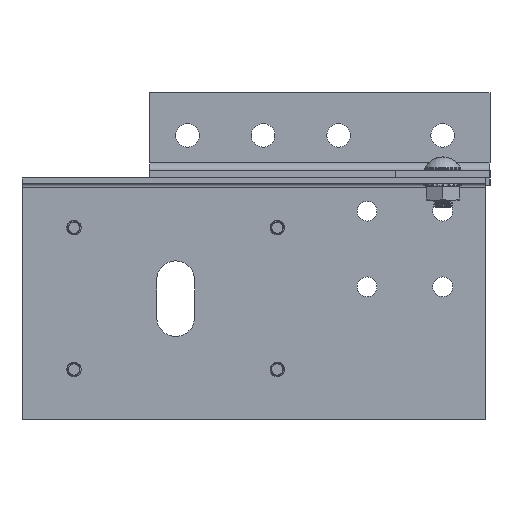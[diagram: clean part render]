
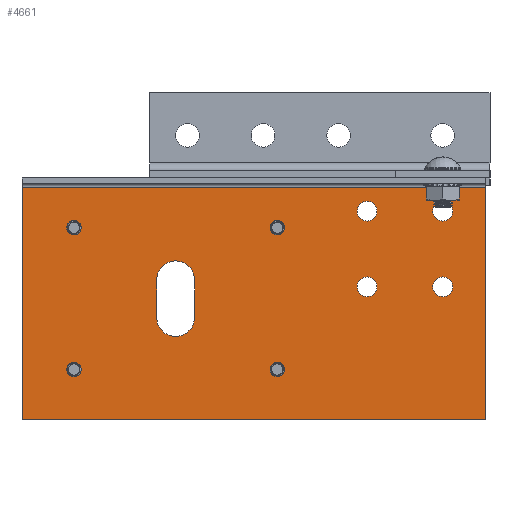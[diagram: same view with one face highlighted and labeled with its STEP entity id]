
A CAD part, front view. The second image highlights one B-rep face of the part: STEP entity #4661.
In plain terms, the highlighted face is planar.
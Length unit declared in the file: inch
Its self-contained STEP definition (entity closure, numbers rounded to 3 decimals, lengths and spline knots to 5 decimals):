
#452=FACE_BOUND('',#906,.T.);
#453=FACE_BOUND('',#907,.T.);
#454=FACE_BOUND('',#908,.T.);
#455=FACE_BOUND('',#909,.T.);
#456=FACE_BOUND('',#910,.T.);
#457=FACE_BOUND('',#911,.T.);
#458=FACE_BOUND('',#912,.T.);
#459=FACE_BOUND('',#913,.T.);
#460=FACE_BOUND('',#914,.T.);
#659=FACE_OUTER_BOUND('',#905,.T.);
#905=EDGE_LOOP('',(#3167,#3168,#3169,#3170));
#906=EDGE_LOOP('',(#3171,#3172,#3173,#3174));
#907=EDGE_LOOP('',(#3175));
#908=EDGE_LOOP('',(#3176));
#909=EDGE_LOOP('',(#3177));
#910=EDGE_LOOP('',(#3178));
#911=EDGE_LOOP('',(#3179));
#912=EDGE_LOOP('',(#3180));
#913=EDGE_LOOP('',(#3181));
#914=EDGE_LOOP('',(#3182));
#1265=LINE('',#6743,#1479);
#1269=LINE('',#6750,#1483);
#1270=LINE('',#6753,#1484);
#1271=LINE('',#6754,#1485);
#1272=LINE('',#6759,#1486);
#1273=LINE('',#6762,#1487);
#1479=VECTOR('',#5553,0.3937);
#1483=VECTOR('',#5559,0.3937);
#1484=VECTOR('',#5562,0.3937);
#1485=VECTOR('',#5563,0.3937);
#1486=VECTOR('',#5566,0.3937);
#1487=VECTOR('',#5569,0.3937);
#1691=CIRCLE('',#5050,0.25);
#1692=CIRCLE('',#5051,0.25);
#1693=CIRCLE('',#5052,0.131);
#1694=CIRCLE('',#5053,0.131);
#1695=CIRCLE('',#5054,0.0795);
#1696=CIRCLE('',#5055,0.0795);
#1697=CIRCLE('',#5056,0.0795);
#1698=CIRCLE('',#5057,0.0795);
#1699=CIRCLE('',#5058,0.131);
#1700=CIRCLE('',#5059,0.131);
#1917=VERTEX_POINT('',#6727);
#1920=VERTEX_POINT('',#6734);
#1923=VERTEX_POINT('',#6748);
#1924=VERTEX_POINT('',#6752);
#1925=VERTEX_POINT('',#6755);
#1926=VERTEX_POINT('',#6756);
#1927=VERTEX_POINT('',#6758);
#1928=VERTEX_POINT('',#6760);
#1929=VERTEX_POINT('',#6763);
#1930=VERTEX_POINT('',#6765);
#1931=VERTEX_POINT('',#6767);
#1932=VERTEX_POINT('',#6769);
#1933=VERTEX_POINT('',#6771);
#1934=VERTEX_POINT('',#6773);
#1935=VERTEX_POINT('',#6775);
#1936=VERTEX_POINT('',#6777);
#2447=EDGE_CURVE('',#1917,#1920,#1265,.T.);
#2451=EDGE_CURVE('',#1923,#1920,#1269,.T.);
#2452=EDGE_CURVE('',#1924,#1923,#1270,.T.);
#2453=EDGE_CURVE('',#1917,#1924,#1271,.T.);
#2454=EDGE_CURVE('',#1925,#1926,#1691,.T.);
#2455=EDGE_CURVE('',#1926,#1927,#1272,.T.);
#2456=EDGE_CURVE('',#1927,#1928,#1692,.T.);
#2457=EDGE_CURVE('',#1928,#1925,#1273,.T.);
#2458=EDGE_CURVE('',#1929,#1929,#1693,.T.);
#2459=EDGE_CURVE('',#1930,#1930,#1694,.T.);
#2460=EDGE_CURVE('',#1931,#1931,#1695,.T.);
#2461=EDGE_CURVE('',#1932,#1932,#1696,.T.);
#2462=EDGE_CURVE('',#1933,#1933,#1697,.T.);
#2463=EDGE_CURVE('',#1934,#1934,#1698,.T.);
#2464=EDGE_CURVE('',#1935,#1935,#1699,.T.);
#2465=EDGE_CURVE('',#1936,#1936,#1700,.T.);
#3167=ORIENTED_EDGE('',*,*,#2447,.T.);
#3168=ORIENTED_EDGE('',*,*,#2451,.F.);
#3169=ORIENTED_EDGE('',*,*,#2452,.F.);
#3170=ORIENTED_EDGE('',*,*,#2453,.F.);
#3171=ORIENTED_EDGE('',*,*,#2454,.T.);
#3172=ORIENTED_EDGE('',*,*,#2455,.T.);
#3173=ORIENTED_EDGE('',*,*,#2456,.T.);
#3174=ORIENTED_EDGE('',*,*,#2457,.T.);
#3175=ORIENTED_EDGE('',*,*,#2458,.T.);
#3176=ORIENTED_EDGE('',*,*,#2459,.T.);
#3177=ORIENTED_EDGE('',*,*,#2460,.T.);
#3178=ORIENTED_EDGE('',*,*,#2461,.T.);
#3179=ORIENTED_EDGE('',*,*,#2462,.T.);
#3180=ORIENTED_EDGE('',*,*,#2463,.T.);
#3181=ORIENTED_EDGE('',*,*,#2464,.T.);
#3182=ORIENTED_EDGE('',*,*,#2465,.T.);
#4570=PLANE('',#5049);
#4661=ADVANCED_FACE('',(#659,#452,#453,#454,#455,#456,#457,#458,#459,#460),
#4570,.T.);
#5049=AXIS2_PLACEMENT_3D('',#6751,#5560,#5561);
#5050=AXIS2_PLACEMENT_3D('',#6757,#5564,#5565);
#5051=AXIS2_PLACEMENT_3D('',#6761,#5567,#5568);
#5052=AXIS2_PLACEMENT_3D('',#6764,#5570,#5571);
#5053=AXIS2_PLACEMENT_3D('',#6766,#5572,#5573);
#5054=AXIS2_PLACEMENT_3D('',#6768,#5574,#5575);
#5055=AXIS2_PLACEMENT_3D('',#6770,#5576,#5577);
#5056=AXIS2_PLACEMENT_3D('',#6772,#5578,#5579);
#5057=AXIS2_PLACEMENT_3D('',#6774,#5580,#5581);
#5058=AXIS2_PLACEMENT_3D('',#6776,#5582,#5583);
#5059=AXIS2_PLACEMENT_3D('',#6778,#5584,#5585);
#5553=DIRECTION('',(0.,1.,0.));
#5559=DIRECTION('',(1.,0.,0.));
#5560=DIRECTION('center_axis',(0.,0.,1.));
#5561=DIRECTION('ref_axis',(1.,0.,0.));
#5562=DIRECTION('',(0.,1.,0.));
#5563=DIRECTION('',(-1.,0.,0.));
#5564=DIRECTION('center_axis',(0.,0.,-1.));
#5565=DIRECTION('ref_axis',(0.,-1.,0.));
#5566=DIRECTION('',(1.,0.,0.));
#5567=DIRECTION('center_axis',(0.,0.,-1.));
#5568=DIRECTION('ref_axis',(0.,1.,0.));
#5569=DIRECTION('',(-1.,0.,0.));
#5570=DIRECTION('center_axis',(0.,0.,-1.));
#5571=DIRECTION('ref_axis',(-1.,0.,0.));
#5572=DIRECTION('center_axis',(0.,0.,-1.));
#5573=DIRECTION('ref_axis',(-1.,0.,0.));
#5574=DIRECTION('center_axis',(0.,0.,-1.));
#5575=DIRECTION('ref_axis',(-1.,0.,0.));
#5576=DIRECTION('center_axis',(0.,0.,-1.));
#5577=DIRECTION('ref_axis',(-1.,0.,0.));
#5578=DIRECTION('center_axis',(0.,0.,-1.));
#5579=DIRECTION('ref_axis',(-1.,0.,0.));
#5580=DIRECTION('center_axis',(0.,0.,-1.));
#5581=DIRECTION('ref_axis',(-1.,0.,0.));
#5582=DIRECTION('center_axis',(0.,0.,-1.));
#5583=DIRECTION('ref_axis',(-1.,0.,0.));
#5584=DIRECTION('center_axis',(0.,0.,-1.));
#5585=DIRECTION('ref_axis',(-1.,0.,0.));
#6727=CARTESIAN_POINT('',(-0.05628,-3.0625,0.074));
#6734=CARTESIAN_POINT('',(-0.05628,3.0625,0.074));
#6743=CARTESIAN_POINT('',(-0.05628,1.53125,0.074));
#6748=CARTESIAN_POINT('',(-3.125,3.0625,0.074));
#6750=CARTESIAN_POINT('',(3.125,3.0625,0.074));
#6751=CARTESIAN_POINT('Origin',(0.,0.,
0.074));
#6752=CARTESIAN_POINT('',(-3.125,-3.0625,0.074));
#6753=CARTESIAN_POINT('',(-3.125,3.0625,0.074));
#6754=CARTESIAN_POINT('',(-3.125,-3.0625,0.074));
#6755=CARTESIAN_POINT('',(-1.782,0.7812,0.074));
#6756=CARTESIAN_POINT('',(-1.782,1.2812,0.074));
#6757=CARTESIAN_POINT('Origin',(-1.782,1.0312,0.074));
#6758=CARTESIAN_POINT('',(-1.282,1.2812,0.074));
#6759=CARTESIAN_POINT('',(-0.891,1.2812,0.074));
#6760=CARTESIAN_POINT('',(-1.282,0.7812,0.074));
#6761=CARTESIAN_POINT('Origin',(-1.282,1.0312,0.074));
#6762=CARTESIAN_POINT('',(-0.641,0.7812,0.074));
#6763=CARTESIAN_POINT('',(-1.244,-2.5,0.074));
#6764=CARTESIAN_POINT('Origin',(-1.375,-2.5,0.074));
#6765=CARTESIAN_POINT('',(-1.244,-1.5,0.074));
#6766=CARTESIAN_POINT('Origin',(-1.375,-1.5,0.074));
#6767=CARTESIAN_POINT('',(-2.3892,-0.3125,0.074));
#6768=CARTESIAN_POINT('Origin',(-2.4687,-0.3125,0.074));
#6769=CARTESIAN_POINT('',(-2.3892,2.375,0.074));
#6770=CARTESIAN_POINT('Origin',(-2.4687,2.375,0.074));
#6771=CARTESIAN_POINT('',(-0.5142,2.375,0.074));
#6772=CARTESIAN_POINT('Origin',(-0.5937,2.375,0.074));
#6773=CARTESIAN_POINT('',(-0.5142,-0.3125,0.074));
#6774=CARTESIAN_POINT('Origin',(-0.5937,-0.3125,0.074));
#6775=CARTESIAN_POINT('',(-0.244,-1.5,0.074));
#6776=CARTESIAN_POINT('Origin',(-0.375,-1.5,0.074));
#6777=CARTESIAN_POINT('',(-0.244,-2.5,0.074));
#6778=CARTESIAN_POINT('Origin',(-0.375,-2.5,0.074));
